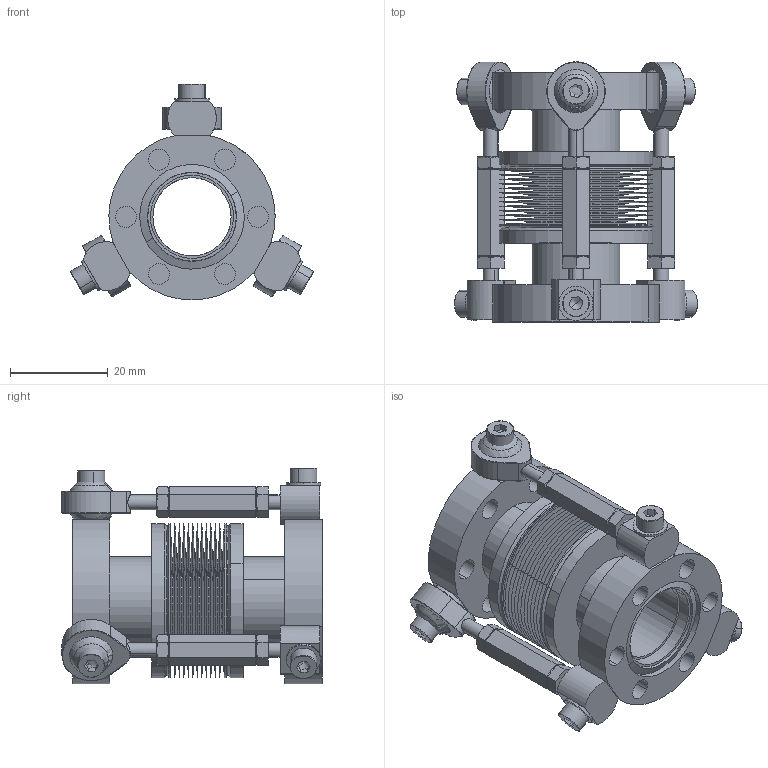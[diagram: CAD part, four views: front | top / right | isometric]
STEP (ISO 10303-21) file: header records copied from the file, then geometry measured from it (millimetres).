
FILE_DESCRIPTION(('CATIA V5 STEP Exchange'),'2;1');
FILE_NAME('PA16_20121130.stp','2012-11-30T11:51:16+00:00',('none'),('none'),'CATIA Version 5 Release 20 SP 7 (IN-10)','CATIA V5 STEP AP214','none');
FILE_SCHEMA(('AUTOMOTIVE_DESIGN { 1 0 10303 214 1 1 1 1 }'));
Length unit declared in the file: millimetre
Products named in the file (9): PA16; 60113; 10191; 10192; 10193; 17103012; 25103000; 26103000; 34103000
Assembly tree (31 placements, depth 2):
  PA16
    60113
    10191  x3
    10192  x3
    10193  x3
    17103012  x6
    25103000  x3
    26103000  x9
    34103000  x3
Bounding box: 49.69 x 53.2 x 44.15 mm (x, y, z)
Volume: 23242.5 mm3; surface area: 50500.7 mm2
Topology: 52 solids, 52 shells, 795 faces, 1795 edges, 1106 vertices
Faces by surface type: plane 286, cylinder 273, cone 146, torus 60, sphere 30
Entity records: 10643 total; most frequent: CARTESIAN_POINT 2215, ORIENTED_EDGE 1682, DIRECTION 1398, EDGE_CURVE 841, AXIS2_PLACEMENT_3D 766, VERTEX_POINT 524, EDGE_LOOP 477, CIRCLE 461
